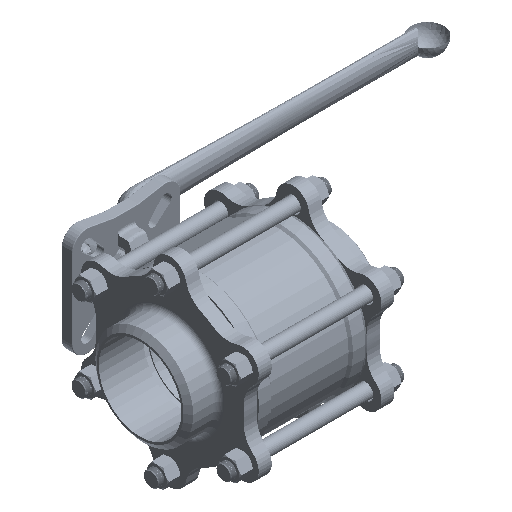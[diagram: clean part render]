
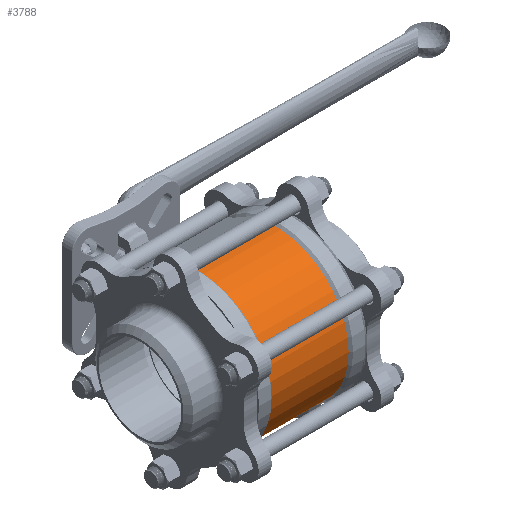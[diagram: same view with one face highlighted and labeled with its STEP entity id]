
A CAD part, isometric view. The second image highlights one B-rep face of the part: STEP entity #3788.
In plain terms, the highlighted cylindrical face has radius 66.5 mm (diameter 133 mm), a partial arc.
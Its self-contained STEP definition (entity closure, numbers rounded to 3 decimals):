
#65=CARTESIAN_POINT('',(0.,0.,35.5));
#66=DIRECTION('',(0.,0.,-1.));
#67=DIRECTION('',(-0.963,-0.269,0.));
#68=AXIS2_PLACEMENT_3D('',#65,#66,#67);
#218=CARTESIAN_POINT('',(0.,0.,-35.5));
#219=DIRECTION('',(0.,0.,1.));
#220=DIRECTION('',(0.963,-0.269,0.));
#221=AXIS2_PLACEMENT_3D('',#218,#219,#220);
#267=DIRECTION('',(0.,0.,1.));
#268=VECTOR('',#267,71.);
#269=CARTESIAN_POINT('',(64.04,-17.921,-35.5));
#270=LINE('',#269,#268);
#271=DIRECTION('',(0.,0.,1.));
#272=VECTOR('',#271,71.);
#273=CARTESIAN_POINT('',(-64.04,-17.921,-35.5));
#274=LINE('',#273,#272);
#3337=CARTESIAN_POINT('',(64.04,-17.921,-35.5));
#3338=CARTESIAN_POINT('',(-64.04,-17.921,-35.5));
#3339=VERTEX_POINT('',#3337);
#3340=VERTEX_POINT('',#3338);
#3341=CARTESIAN_POINT('',(-64.04,-17.921,35.5));
#3342=CARTESIAN_POINT('',(64.04,-17.921,35.5));
#3343=VERTEX_POINT('',#3341);
#3344=VERTEX_POINT('',#3342);
#3776=CARTESIAN_POINT('',(0.,0.,-53.9));
#3777=DIRECTION('',(0.,0.,1.));
#3778=DIRECTION('',(0.,1.,0.));
#3779=AXIS2_PLACEMENT_3D('',#3776,#3777,#3778);
#3780=CYLINDRICAL_SURFACE('',#3779,66.5);
#3781=ORIENTED_EDGE('',*,*,#3729,.F.);
#3782=ORIENTED_EDGE('',*,*,#3767,.T.);
#3783=ORIENTED_EDGE('',*,*,#3543,.F.);
#3785=ORIENTED_EDGE('',*,*,#3784,.F.);
#3786=EDGE_LOOP('',(#3781,#3782,#3783,#3785));
#3787=FACE_OUTER_BOUND('',#3786,.F.);
#69=CIRCLE('',#68,66.5);
#222=CIRCLE('',#221,66.5);
#3543=EDGE_CURVE('',#3343,#3344,#69,.T.);
#3729=EDGE_CURVE('',#3339,#3340,#222,.T.);
#3767=EDGE_CURVE('',#3339,#3344,#270,.T.);
#3784=EDGE_CURVE('',#3340,#3343,#274,.T.);
#3788=ADVANCED_FACE('',(#3787),#3780,.T.);
